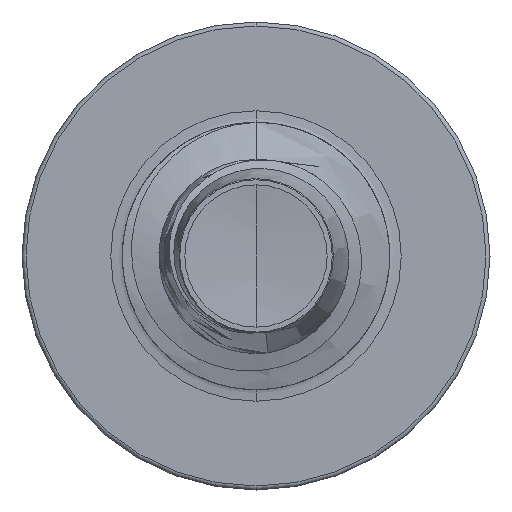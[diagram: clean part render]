
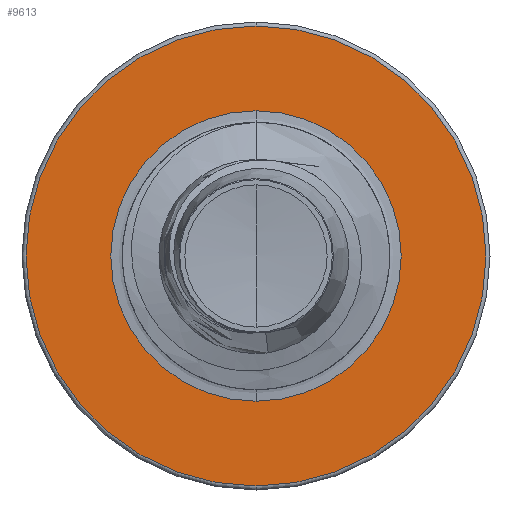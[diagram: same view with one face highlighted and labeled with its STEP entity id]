
A CAD part, front view. The second image highlights one B-rep face of the part: STEP entity #9613.
In plain terms, the highlighted planar face has unit normal (0, -1, 0).
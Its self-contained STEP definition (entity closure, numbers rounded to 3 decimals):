
#168 = CARTESIAN_POINT ( 'NONE',  ( 0., 10., 0. ) ) ;
#1232 = DIRECTION ( 'NONE',  ( 0., 0., 1. ) ) ;
#1617 = ORIENTED_EDGE ( 'NONE', *, *, #21681, .T. ) ;
#2188 = CARTESIAN_POINT ( 'NONE',  ( 0., 10., -1.72 ) ) ;
#2530 = CARTESIAN_POINT ( 'NONE',  ( 0., 10., -1.086 ) ) ;
#3121 = DIRECTION ( 'NONE',  ( 0., 0., 1. ) ) ;
#3386 = AXIS2_PLACEMENT_3D ( 'NONE', #24611, #15477, #1232 ) ;
#3557 = AXIS2_PLACEMENT_3D ( 'NONE', #168, #16709, #3121 ) ;
#4814 = CARTESIAN_POINT ( 'NONE',  ( 0., 10., 1.72 ) ) ;
#4854 = DIRECTION ( 'NONE',  ( 0., 0., 1. ) ) ;
#4882 = DIRECTION ( 'NONE',  ( 0., 1., 0. ) ) ;
#4890 = CARTESIAN_POINT ( 'NONE',  ( 0., 10., 0. ) ) ;
#4972 = AXIS2_PLACEMENT_3D ( 'NONE', #20154, #8559, #21555 ) ;
#5463 = CARTESIAN_POINT ( 'NONE',  ( 0., 10., 1.086 ) ) ;
#5539 = AXIS2_PLACEMENT_3D ( 'NONE', #4890, #4882, #4854 ) ;
#8559 = DIRECTION ( 'NONE',  ( 0., 1., 0. ) ) ;
#9613 = ADVANCED_FACE ( 'NONE', ( #23375, #10032 ), #13816, .F. ) ;
#10032 = FACE_BOUND ( 'NONE', #10925, .T. ) ;
#10925 = EDGE_LOOP ( 'NONE', ( #1617, #14451 ) ) ;
#13666 = DIRECTION ( 'NONE',  ( 0., 0., 1. ) ) ;
#13703 = CARTESIAN_POINT ( 'NONE',  ( 0., 10., -1.086 ) ) ;
#13786 = DIRECTION ( 'NONE',  ( 0., 1., 0. ) ) ;
#13816 = PLANE ( 'NONE',  #17779 ) ;
#14451 = ORIENTED_EDGE ( 'NONE', *, *, #22252, .T. ) ;
#14552 = CIRCLE ( 'NONE', #4972, 1.086 ) ;
#15326 = VERTEX_POINT ( 'NONE', #4814 ) ;
#15477 = DIRECTION ( 'NONE',  ( 0., 1., 0. ) ) ;
#16227 = VERTEX_POINT ( 'NONE', #2530 ) ;
#16589 = VERTEX_POINT ( 'NONE', #2188 ) ;
#16709 = DIRECTION ( 'NONE',  ( 0., 1., 0. ) ) ;
#17779 = AXIS2_PLACEMENT_3D ( 'NONE', #13703, #13786, #13666 ) ;
#17806 = CIRCLE ( 'NONE', #3386, 1.72 ) ;
#18812 = ORIENTED_EDGE ( 'NONE', *, *, #21469, .F. ) ;
#18907 = CIRCLE ( 'NONE', #3557, 1.086 ) ;
#19737 = EDGE_LOOP ( 'NONE', ( #18812, #22570 ) ) ;
#20131 = VERTEX_POINT ( 'NONE', #5463 ) ;
#20154 = CARTESIAN_POINT ( 'NONE',  ( 0., 10., 0. ) ) ;
#20261 = CIRCLE ( 'NONE', #5539, 1.72 ) ;
#21469 = EDGE_CURVE ( 'NONE', #15326, #16589, #20261, .T. ) ;
#21555 = DIRECTION ( 'NONE',  ( 0., 0., 1. ) ) ;
#21681 = EDGE_CURVE ( 'NONE', #20131, #16227, #14552, .T. ) ;
#22252 = EDGE_CURVE ( 'NONE', #16227, #20131, #18907, .T. ) ;
#22363 = EDGE_CURVE ( 'NONE', #16589, #15326, #17806, .T. ) ;
#22570 = ORIENTED_EDGE ( 'NONE', *, *, #22363, .F. ) ;
#23375 = FACE_OUTER_BOUND ( 'NONE', #19737, .T. ) ;
#24611 = CARTESIAN_POINT ( 'NONE',  ( 0., 10., 0. ) ) ;
